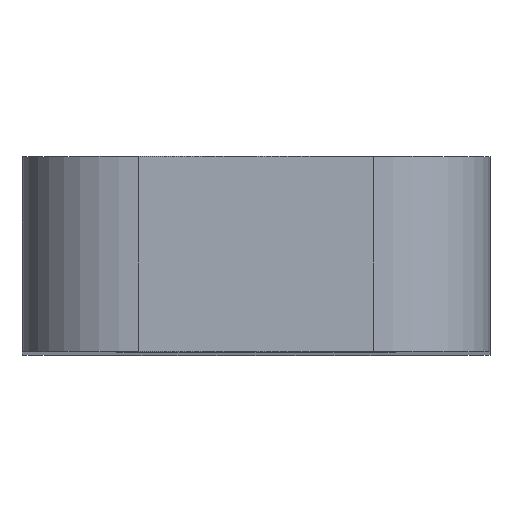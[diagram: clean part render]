
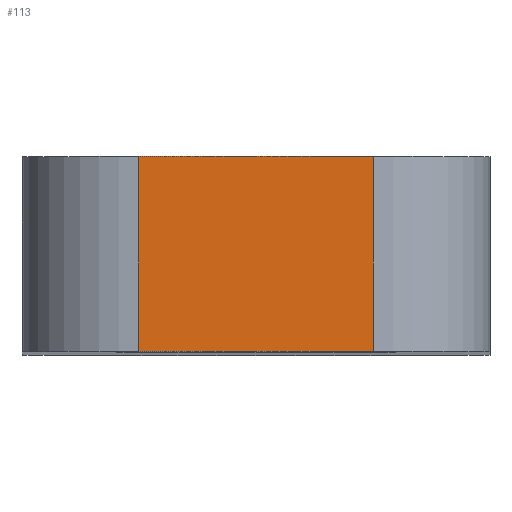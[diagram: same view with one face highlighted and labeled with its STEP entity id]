
A CAD part, top view. The second image highlights one B-rep face of the part: STEP entity #113.
In plain terms, the highlighted planar face has unit normal (0, 0, 1).
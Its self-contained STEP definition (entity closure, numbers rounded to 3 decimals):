
#17 = CARTESIAN_POINT ( 'NONE',  ( 3., 0., 60. ) ) ;
#25 = LINE ( 'NONE', #306, #230 ) ;
#28 = CARTESIAN_POINT ( 'NONE',  ( -3., -2.5, 60. ) ) ;
#70 = EDGE_CURVE ( 'NONE', #440, #151, #202, .T. ) ;
#88 = DIRECTION ( 'NONE',  ( 0., -1., 0. ) ) ;
#105 = CARTESIAN_POINT ( 'NONE',  ( -6., -2.5, 60. ) ) ;
#113 = ADVANCED_FACE ( 'NONE', ( #285 ), #435, .F. ) ;
#121 = CARTESIAN_POINT ( 'NONE',  ( 0., 0., 60. ) ) ;
#151 = VERTEX_POINT ( 'NONE', #259 ) ;
#152 = DIRECTION ( 'NONE',  ( 0., 1., 0. ) ) ;
#165 = CARTESIAN_POINT ( 'NONE',  ( 3., 2.5, 60. ) ) ;
#180 = ORIENTED_EDGE ( 'NONE', *, *, #318, .T. ) ;
#186 = DIRECTION ( 'NONE',  ( 0., 0., -1. ) ) ;
#199 = EDGE_CURVE ( 'NONE', #151, #336, #414, .T. ) ;
#202 = LINE ( 'NONE', #105, #378 ) ;
#214 = EDGE_CURVE ( 'NONE', #336, #438, #448, .T. ) ;
#219 = ORIENTED_EDGE ( 'NONE', *, *, #214, .T. ) ;
#230 = VECTOR ( 'NONE', #88, 1000. ) ;
#252 = CARTESIAN_POINT ( 'NONE',  ( -3., 2.5, 60. ) ) ;
#259 = CARTESIAN_POINT ( 'NONE',  ( 3., -2.5, 60. ) ) ;
#284 = VECTOR ( 'NONE', #152, 1000. ) ;
#285 = FACE_OUTER_BOUND ( 'NONE', #366, .T. ) ;
#295 = DIRECTION ( 'NONE',  ( -1., 0., 0. ) ) ;
#306 = CARTESIAN_POINT ( 'NONE',  ( -3., 0., 60. ) ) ;
#318 = EDGE_CURVE ( 'NONE', #438, #440, #25, .T. ) ;
#329 = ORIENTED_EDGE ( 'NONE', *, *, #199, .T. ) ;
#336 = VERTEX_POINT ( 'NONE', #165 ) ;
#366 = EDGE_LOOP ( 'NONE', ( #219, #180, #396, #329 ) ) ;
#376 = CARTESIAN_POINT ( 'NONE',  ( -6., 2.5, 60. ) ) ;
#378 = VECTOR ( 'NONE', #395, 1000. ) ;
#395 = DIRECTION ( 'NONE',  ( 1., 0., 0. ) ) ;
#396 = ORIENTED_EDGE ( 'NONE', *, *, #70, .T. ) ;
#414 = LINE ( 'NONE', #17, #284 ) ;
#435 = PLANE ( 'NONE',  #443 ) ;
#438 = VERTEX_POINT ( 'NONE', #252 ) ;
#440 = VERTEX_POINT ( 'NONE', #28 ) ;
#442 = VECTOR ( 'NONE', #295, 1000. ) ;
#443 = AXIS2_PLACEMENT_3D ( 'NONE', #121, #186, #453 ) ;
#448 = LINE ( 'NONE', #376, #442 ) ;
#453 = DIRECTION ( 'NONE',  ( -1., 0., 0. ) ) ;
